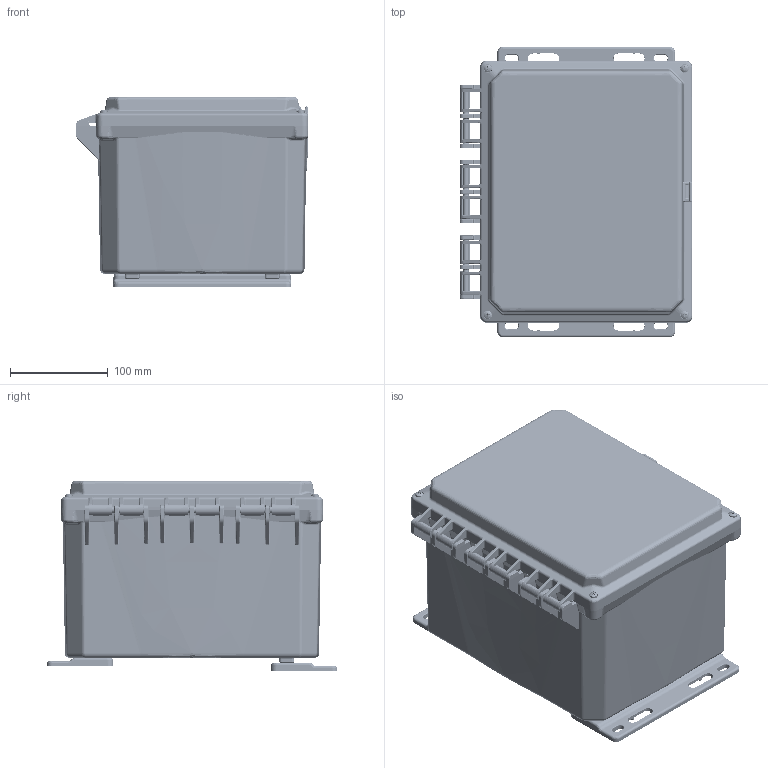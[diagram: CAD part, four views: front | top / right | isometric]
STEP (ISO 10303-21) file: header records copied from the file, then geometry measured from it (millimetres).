
FILE_DESCRIPTION((''),'2;1');
FILE_NAME('H10086HF_ASM','2017-01-05T',('tstokes'),(''),'CREO PARAMETRIC BY PTC INC, 2016050','CREO PARAMETRIC BY PTC INC, 2016050','');
FILE_SCHEMA(('CONFIG_CONTROL_DESIGN'));
Products named in the file (9): H1086BH; 9912525-80-10; 9912521-80-10; H1086BH_ASM; H108CHO; MFLK8; 9912530-82-10; 9912538-82-10; H10086HF_ASM
Assembly tree (25 placements, depth 3):
  H10086HF_ASM
    H1086BH_ASM
      H1086BH
      9912525-80-10  x8
      9912521-80-10  x4
    H108CHO
    MFLK8  x2
    9912530-82-10  x4
    9912538-82-10  x4
Bounding box: 237.72 x 296.93 x 194.44 mm (x, y, z)
Volume: 1264357.7 mm3; surface area: 683100.9 mm2
Topology: 24 solids, 24 shells, 4448 faces, 10606 edges, 6358 vertices
Faces by surface type: cylinder 1793, plane 1087, bspline 940, cone 364, torus 140, sphere 124
Entity records: 133908 total; most frequent: CARTESIAN_POINT 66255, ORIENTED_EDGE 15320, DIRECTION 12216, EDGE_CURVE 7660, AXIS2_PLACEMENT_3D 4591, VERTEX_POINT 4539, EDGE_LOOP 3347, FACE_OUTER_BOUND 3217
